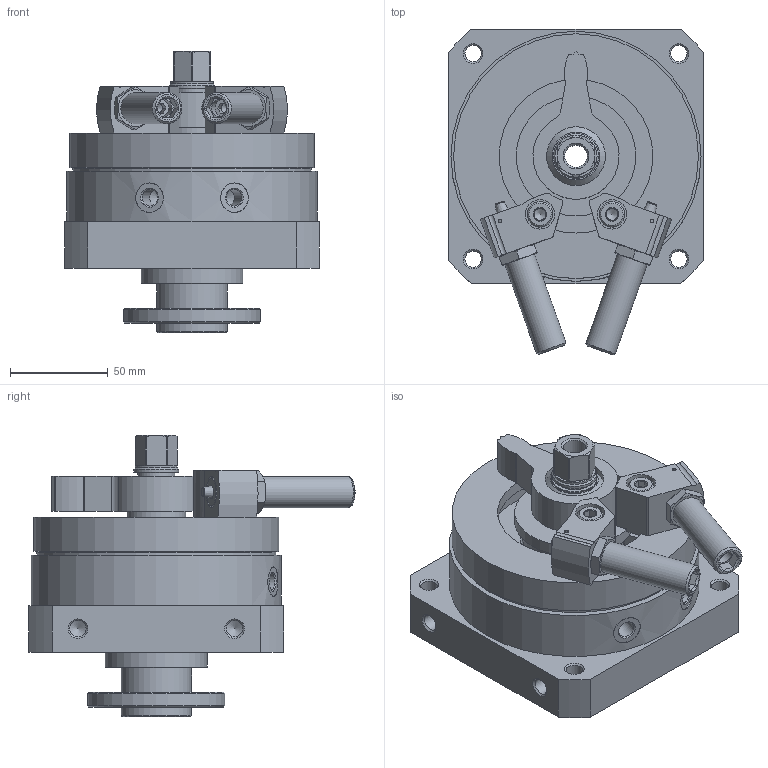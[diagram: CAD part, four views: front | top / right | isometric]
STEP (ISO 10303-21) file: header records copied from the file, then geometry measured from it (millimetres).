
FILE_DESCRIPTION(/* description */ ('STEP AP214'),/* implementation_level */ '2;1');
FILE_NAME(/* name */ '566212_DSM-40-270-P1-FW-A-B',/* time_stamp */ '2024-08-21T18:45:34+02:00',/* author */ ('License CC BY-ND 4.0'),/* organization */ ('CADENAS'),/* preprocessor_version */ 'ST-DEVELOPER v19.3',/* originating_system */ 'PARTsolutions',/* authorisation */ ' ');
FILE_SCHEMA (('AUTOMOTIVE_DESIGN {1 0 10303 214 3 1 1}'));
Length unit declared in the file: millimetre
Products named in the file (9): 566212 DSM-40-270-P1-FW-A-B--(0); 566212 DSM-40-270-P1-FW-A-B_G---(B); 704067 DSM-40-BR---(HZ); 548377 DYEF-M16-Y1F_P; 342623 DSM-40_NS; DIN-912 - M8x30(F); 348988 SPZ-25-P-A M16X1-5-19; 704066 DSM-40-BL---(HZ); 566212 DSM-40-270-P1-FW-A-B_K---(B)
Assembly tree (12 placements, depth 2):
  566212 DSM-40-270-P1-FW-A-B--(0)
    566212 DSM-40-270-P1-FW-A-B_G---(B)
    704067 DSM-40-BR---(HZ)
    548377 DYEF-M16-Y1F_P  x2
    342623 DSM-40_NS  x2
    DIN-912 - M8x30(F)  x2
    348988 SPZ-25-P-A M16X1-5-19  x2
    704066 DSM-40-BL---(HZ)
    566212 DSM-40-270-P1-FW-A-B_K---(B)
Bounding box: 130 x 166.5 x 143.8 mm (x, y, z)
Volume: 999285.8 mm3; surface area: 167688.5 mm2
Topology: 12 solids, 12 shells, 397 faces, 908 edges, 562 vertices
Faces by surface type: plane 175, cylinder 111, cone 107, torus 4
Full cylindrical faces by diameter (mm): 1.567 x2, 6.647 x6, 8 x2, 8.376 x10, 8.566 x2, 8.917 x2, 9 x6, 11.445 x1, 13 x2, 14.917 x4, 15 x4, 16 x2, 19 x1, 21.5 x1, 23 x2, 30 x3, 36 x2, 52 x1, 53 x1, 61 x1, 70 x1, 78.5 x1, 90 x1, 102 x1, 122 x1, 125 x1, 127.65 x1
Entity records: 8658 total; most frequent: CARTESIAN_POINT 1524, DIRECTION 1477, ORIENTED_EDGE 1126, AXIS2_PLACEMENT_3D 631, EDGE_CURVE 563, FACE_BOUND 521, EDGE_LOOP 511, VERTEX_POINT 432
